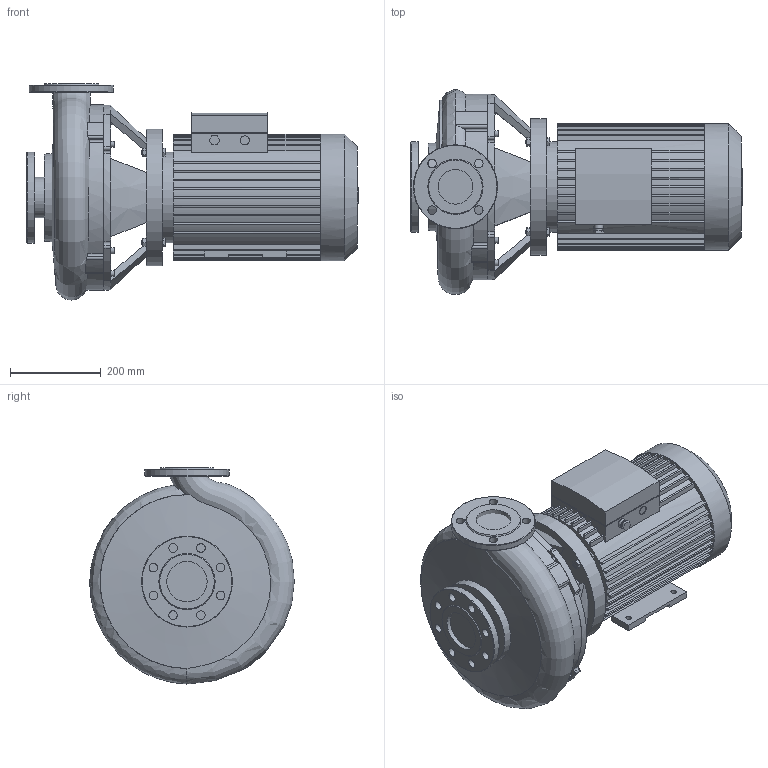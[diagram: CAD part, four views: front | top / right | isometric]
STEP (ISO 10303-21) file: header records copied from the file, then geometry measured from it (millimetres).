
FILE_DESCRIPTION(/* description */ (''),/* implementation_level */ '2;1');
FILE_NAME(/* name */ '3d_BL65_240-5_5_4-2142023.stp',/* time_stamp */ '2017-11-06T15:09:13+01:00',/* author */ ('Andrzej'),/* organization */ (''),/* preprocessor_version */ 'ST-DEVELOPER v16.13',/* originating_system */ 'AutoCAD Mechanical',/* authorisation */ '');
FILE_SCHEMA (('AUTOMOTIVE_DESIGN { 1 0 10303 214 3 1 1 }'));
Length unit declared in the file: millimetre
Products named in the file (1): Product
Bounding box: 730.5 x 450.07 x 475.5 mm (x, y, z)
Volume: 48473706.3 mm3; surface area: 1997045.2 mm2
Topology: 10 solids, 10 shells, 567 faces, 1481 edges, 966 vertices
Faces by surface type: plane 334, cylinder 181, bspline 31, cone 17, torus 4
Full cylindrical faces by diameter (mm): 10 x4, 12 x4, 13 x8, 16 x1, 19 x12, 20 x4, 76.1 x1, 80 x1, 88.9 x2, 185 x1, 199 x1, 200 x1, 279 x1, 300 x1
Entity records: 21798 total; most frequent: CARTESIAN_POINT 7829, DIRECTION 2863, ORIENTED_EDGE 2838, EDGE_CURVE 1419, AXIS2_PLACEMENT_3D 996, VERTEX_POINT 959, LINE 871, VECTOR 871
